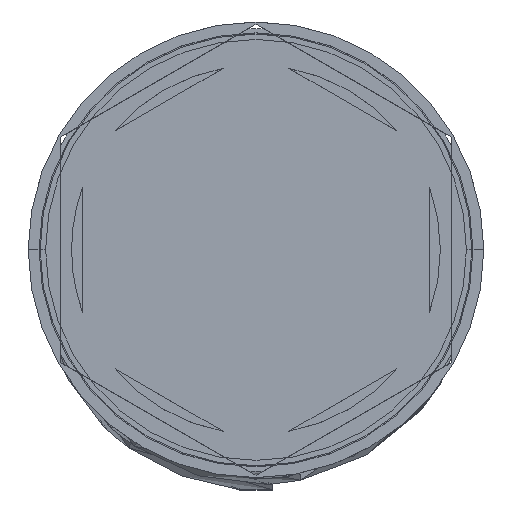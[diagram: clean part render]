
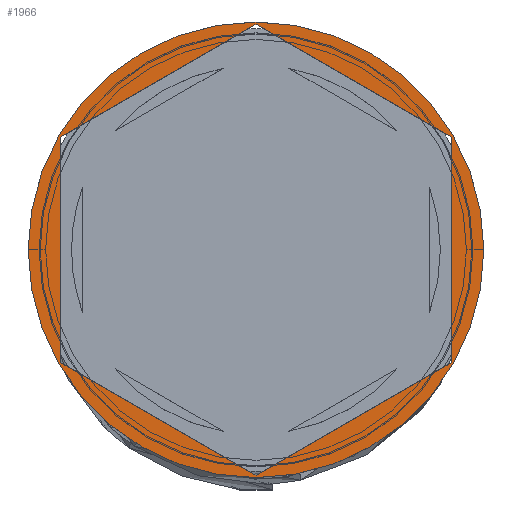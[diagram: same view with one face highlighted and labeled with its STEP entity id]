
A CAD part, top view. The second image highlights one B-rep face of the part: STEP entity #1966.
In plain terms, the highlighted planar face has unit normal (0, 0, 1).
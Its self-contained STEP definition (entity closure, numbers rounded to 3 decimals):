
#166 = VECTOR ( 'NONE', #342, 1000. ) ;
#184 = PLANE ( 'NONE',  #1711 ) ;
#269 = VERTEX_POINT ( 'NONE', #3847 ) ;
#342 = DIRECTION ( 'NONE',  ( 0., 1., 0. ) ) ;
#353 = DIRECTION ( 'NONE',  ( -0.866, -0.5, 0. ) ) ;
#392 = EDGE_CURVE ( 'NONE', #676, #1831, #4275, .T. ) ;
#504 = ORIENTED_EDGE ( 'NONE', *, *, #2381, .F. ) ;
#589 = CARTESIAN_POINT ( 'NONE',  ( -9., 5.196, 0. ) ) ;
#676 = VERTEX_POINT ( 'NONE', #1274 ) ;
#764 = EDGE_LOOP ( 'NONE', ( #1587, #913 ) ) ;
#805 = LINE ( 'NONE', #1818, #166 ) ;
#827 = VERTEX_POINT ( 'NONE', #2714 ) ;
#881 = CARTESIAN_POINT ( 'NONE',  ( 0., 0., 0. ) ) ;
#913 = ORIENTED_EDGE ( 'NONE', *, *, #3559, .T. ) ;
#939 = LINE ( 'NONE', #589, #1108 ) ;
#945 = CARTESIAN_POINT ( 'NONE',  ( 0., -10.392, 0. ) ) ;
#983 = EDGE_CURVE ( 'NONE', #2691, #676, #805, .T. ) ;
#987 = CARTESIAN_POINT ( 'NONE',  ( 10.5, 0., 0. ) ) ;
#1107 = CARTESIAN_POINT ( 'NONE',  ( 9., 5.196, 0. ) ) ;
#1108 = VECTOR ( 'NONE', #2021, 1000. ) ;
#1215 = EDGE_CURVE ( 'NONE', #2135, #2312, #4446, .T. ) ;
#1244 = CARTESIAN_POINT ( 'NONE',  ( 0., 0., 0. ) ) ;
#1274 = CARTESIAN_POINT ( 'NONE',  ( 9., 5.196, 0. ) ) ;
#1293 = FACE_OUTER_BOUND ( 'NONE', #764, .T. ) ;
#1320 = CARTESIAN_POINT ( 'NONE',  ( -9., -5.196, 0. ) ) ;
#1405 = EDGE_CURVE ( 'NONE', #1831, #2507, #2174, .T. ) ;
#1558 = VECTOR ( 'NONE', #353, 1000. ) ;
#1572 = DIRECTION ( 'NONE',  ( 0., 0., 1. ) ) ;
#1587 = ORIENTED_EDGE ( 'NONE', *, *, #1215, .T. ) ;
#1588 = DIRECTION ( 'NONE',  ( 1., 0., 0. ) ) ;
#1697 = LINE ( 'NONE', #945, #2166 ) ;
#1711 = AXIS2_PLACEMENT_3D ( 'NONE', #4390, #1980, #2712 ) ;
#1818 = CARTESIAN_POINT ( 'NONE',  ( 9., -5.196, 0. ) ) ;
#1831 = VERTEX_POINT ( 'NONE', #4366 ) ;
#1874 = VECTOR ( 'NONE', #3101, 1000. ) ;
#1931 = EDGE_CURVE ( 'NONE', #2507, #827, #939, .T. ) ;
#1966 = ADVANCED_FACE ( 'NONE', ( #3361, #1293 ), #184, .T. ) ;
#1980 = DIRECTION ( 'NONE',  ( 0., 0., 1. ) ) ;
#2021 = DIRECTION ( 'NONE',  ( 0., -1., 0. ) ) ;
#2135 = VERTEX_POINT ( 'NONE', #987 ) ;
#2147 = CARTESIAN_POINT ( 'NONE',  ( 0., 10.392, 0. ) ) ;
#2166 = VECTOR ( 'NONE', #2374, 1000. ) ;
#2173 = ORIENTED_EDGE ( 'NONE', *, *, #1931, .F. ) ;
#2174 = LINE ( 'NONE', #2147, #1558 ) ;
#2312 = VERTEX_POINT ( 'NONE', #3035 ) ;
#2374 = DIRECTION ( 'NONE',  ( 0.866, 0.5, 0. ) ) ;
#2375 = EDGE_CURVE ( 'NONE', #269, #2691, #1697, .T. ) ;
#2381 = EDGE_CURVE ( 'NONE', #827, #269, #2736, .T. ) ;
#2507 = VERTEX_POINT ( 'NONE', #3813 ) ;
#2533 = DIRECTION ( 'NONE',  ( -0.866, 0.5, 0. ) ) ;
#2534 = CIRCLE ( 'NONE', #3117, 10.5 ) ;
#2593 = EDGE_LOOP ( 'NONE', ( #4024, #4351, #4531, #504, #2173, #4581 ) ) ;
#2691 = VERTEX_POINT ( 'NONE', #3315 ) ;
#2712 = DIRECTION ( 'NONE',  ( 1., 0., 0. ) ) ;
#2714 = CARTESIAN_POINT ( 'NONE',  ( -9., -5.196, 0. ) ) ;
#2736 = LINE ( 'NONE', #1320, #1874 ) ;
#2965 = AXIS2_PLACEMENT_3D ( 'NONE', #1244, #1572, #4409 ) ;
#3035 = CARTESIAN_POINT ( 'NONE',  ( -10.5, 0., 0. ) ) ;
#3101 = DIRECTION ( 'NONE',  ( 0.866, -0.5, 0. ) ) ;
#3117 = AXIS2_PLACEMENT_3D ( 'NONE', #881, #4105, #1588 ) ;
#3315 = CARTESIAN_POINT ( 'NONE',  ( 9., -5.196, 0. ) ) ;
#3361 = FACE_BOUND ( 'NONE', #2593, .T. ) ;
#3559 = EDGE_CURVE ( 'NONE', #2312, #2135, #2534, .T. ) ;
#3711 = VECTOR ( 'NONE', #2533, 1000. ) ;
#3813 = CARTESIAN_POINT ( 'NONE',  ( -9., 5.196, 0. ) ) ;
#3847 = CARTESIAN_POINT ( 'NONE',  ( 0., -10.392, 0. ) ) ;
#4024 = ORIENTED_EDGE ( 'NONE', *, *, #392, .F. ) ;
#4105 = DIRECTION ( 'NONE',  ( 0., 0., 1. ) ) ;
#4275 = LINE ( 'NONE', #1107, #3711 ) ;
#4351 = ORIENTED_EDGE ( 'NONE', *, *, #983, .F. ) ;
#4366 = CARTESIAN_POINT ( 'NONE',  ( 0., 10.392, 0. ) ) ;
#4390 = CARTESIAN_POINT ( 'NONE',  ( 0., 0., 0. ) ) ;
#4409 = DIRECTION ( 'NONE',  ( 1., 0., 0. ) ) ;
#4446 = CIRCLE ( 'NONE', #2965, 10.5 ) ;
#4531 = ORIENTED_EDGE ( 'NONE', *, *, #2375, .F. ) ;
#4581 = ORIENTED_EDGE ( 'NONE', *, *, #1405, .F. ) ;
